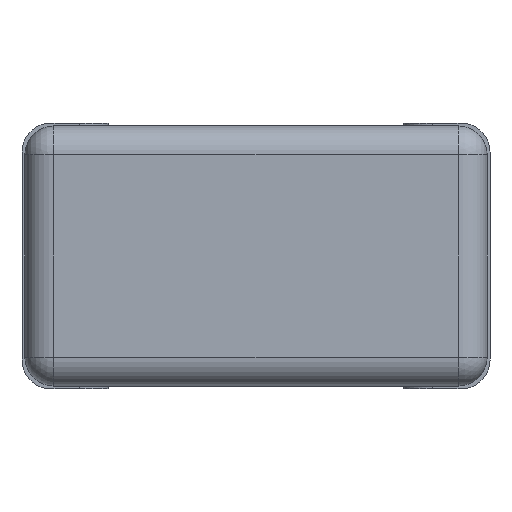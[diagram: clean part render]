
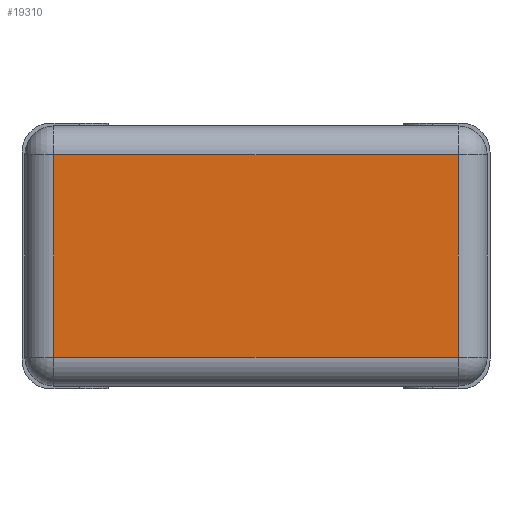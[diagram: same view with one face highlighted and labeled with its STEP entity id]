
A CAD part, left-side view. The second image highlights one B-rep face of the part: STEP entity #19310.
In plain terms, the highlighted planar face has unit normal (-1, 0, 0).
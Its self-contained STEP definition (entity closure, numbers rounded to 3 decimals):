
#503 = CARTESIAN_POINT ( 'NONE',  ( -1.6, 0.7, 0.9 ) ) ;
#1205 = PLANE ( 'NONE',  #19857 ) ;
#1488 = CARTESIAN_POINT ( 'NONE',  ( -1.6, -0.7, 0.8 ) ) ;
#2233 = EDGE_CURVE ( 'NONE', #9913, #18343, #4309, .T. ) ;
#2743 = DIRECTION ( 'NONE',  ( 0., 0., -1. ) ) ;
#3016 = VECTOR ( 'NONE', #6776, 1000. ) ;
#3152 = ORIENTED_EDGE ( 'NONE', *, *, #10990, .T. ) ;
#4309 = LINE ( 'NONE', #12386, #16989 ) ;
#4559 = DIRECTION ( 'NONE',  ( 0., 0., -1. ) ) ;
#5855 = DIRECTION ( 'NONE',  ( 0., 1., 0. ) ) ;
#6776 = DIRECTION ( 'NONE',  ( 0., 0., -1. ) ) ;
#7597 = DIRECTION ( 'NONE',  ( 1., 0., 0. ) ) ;
#8749 = ORIENTED_EDGE ( 'NONE', *, *, #17832, .F. ) ;
#9367 = FACE_OUTER_BOUND ( 'NONE', #9602, .T. ) ;
#9392 = LINE ( 'NONE', #10658, #19499 ) ;
#9602 = EDGE_LOOP ( 'NONE', ( #19129, #14650, #8749, #3152 ) ) ;
#9913 = VERTEX_POINT ( 'NONE', #11979 ) ;
#10658 = CARTESIAN_POINT ( 'NONE',  ( -1.6, 0.7, 0.8 ) ) ;
#10802 = DIRECTION ( 'NONE',  ( 0., -1., 0. ) ) ;
#10990 = EDGE_CURVE ( 'NONE', #12842, #12933, #9392, .T. ) ;
#11238 = EDGE_CURVE ( 'NONE', #12933, #9913, #15173, .T. ) ;
#11979 = CARTESIAN_POINT ( 'NONE',  ( -1.6, 0.7, 0.1 ) ) ;
#12386 = CARTESIAN_POINT ( 'NONE',  ( -1.6, -0.7, 0.1 ) ) ;
#12842 = VERTEX_POINT ( 'NONE', #1488 ) ;
#12933 = VERTEX_POINT ( 'NONE', #14618 ) ;
#12974 = VECTOR ( 'NONE', #2743, 1000. ) ;
#13907 = LINE ( 'NONE', #17153, #12974 ) ;
#14150 = CARTESIAN_POINT ( 'NONE',  ( -1.6, -0.7, 0.1 ) ) ;
#14618 = CARTESIAN_POINT ( 'NONE',  ( -1.6, 0.7, 0.8 ) ) ;
#14650 = ORIENTED_EDGE ( 'NONE', *, *, #2233, .T. ) ;
#15173 = LINE ( 'NONE', #503, #3016 ) ;
#16989 = VECTOR ( 'NONE', #10802, 1000. ) ;
#17153 = CARTESIAN_POINT ( 'NONE',  ( -1.6, -0.7, 0.9 ) ) ;
#17832 = EDGE_CURVE ( 'NONE', #12842, #18343, #13907, .T. ) ;
#18343 = VERTEX_POINT ( 'NONE', #14150 ) ;
#18545 = CARTESIAN_POINT ( 'NONE',  ( -1.6, -0.7, 0.9 ) ) ;
#19129 = ORIENTED_EDGE ( 'NONE', *, *, #11238, .T. ) ;
#19310 = ADVANCED_FACE ( 'NONE', ( #9367 ), #1205, .F. ) ;
#19499 = VECTOR ( 'NONE', #5855, 1000. ) ;
#19857 = AXIS2_PLACEMENT_3D ( 'NONE', #18545, #7597, #4559 ) ;
